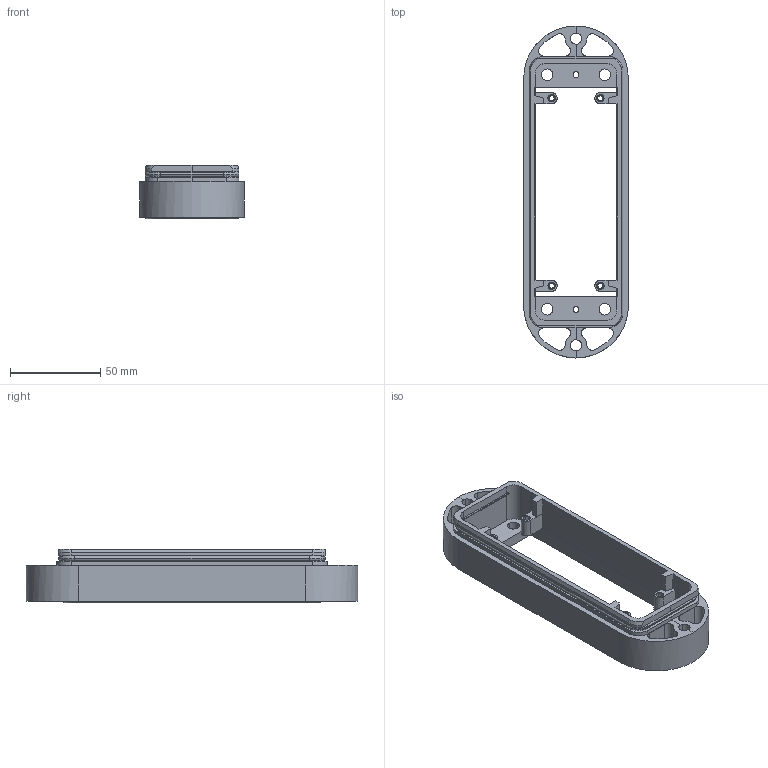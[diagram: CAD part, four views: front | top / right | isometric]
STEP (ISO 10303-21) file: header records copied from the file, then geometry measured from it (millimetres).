
FILE_DESCRIPTION(('CATIA V5 STEP Exchange','CAx-IF Rec.Pracs.--- Model Styling and Organization---1.4--- 2014-01-23'),'2;1');
FILE_NAME ('022985-3_1', '2018-11-16T14:23:45+00:00', ('none'), ('Weidmueller'), 'CATIA Version 5-6 Release 2016 SP3 HF44', 'CATIA V5 STEP AP214', 'none');
FILE_SCHEMA(('AUTOMOTIVE_DESIGN { 1 0 10303 214 1 1 1 1 }'));
Length unit declared in the file: millimetre
Products named in the file (1): 1827470000
Bounding box: 58 x 184 x 29.85 mm (x, y, z)
Volume: 75029.8 mm3; surface area: 43549.5 mm2
Topology: 1 solids, 1 shells, 284 faces, 740 edges, 462 vertices
Faces by surface type: cylinder 110, plane 106, torus 36, cone 32
Entity records: 8640 total; most frequent: CARTESIAN_POINT 2346, ORIENTED_EDGE 1480, DIRECTION 958, EDGE_CURVE 740, VERTEX_POINT 462, AXIS2_PLACEMENT_3D 408, VECTOR 362, LINE 362
